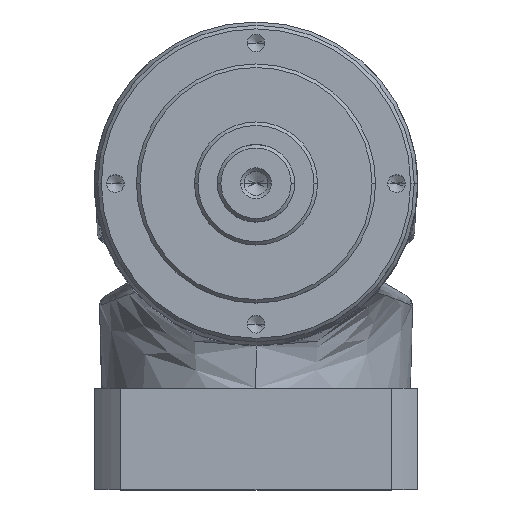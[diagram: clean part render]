
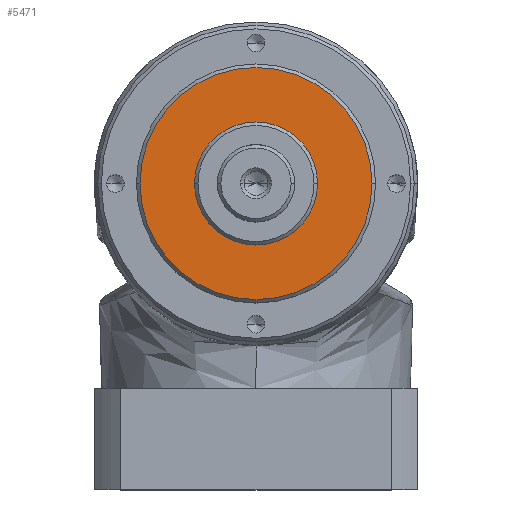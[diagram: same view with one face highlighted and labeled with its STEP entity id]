
A CAD part, top view. The second image highlights one B-rep face of the part: STEP entity #5471.
In plain terms, the highlighted planar face has unit normal (0, 0, 1).
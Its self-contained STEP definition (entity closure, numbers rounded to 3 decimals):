
#372 = EDGE_LOOP ( 'NONE', ( #6738, #7131 ) ) ;
#610 = FACE_OUTER_BOUND ( 'NONE', #4792, .T. ) ;
#757 = EDGE_CURVE ( 'NONE', #5693, #2030, #3459, .T. ) ;
#1006 = EDGE_CURVE ( 'NONE', #6576, #4558, #6976, .T. ) ;
#1188 = CARTESIAN_POINT ( 'NONE',  ( 0., 0., 107. ) ) ;
#1243 = DIRECTION ( 'NONE',  ( 0., 0., 1. ) ) ;
#1264 = DIRECTION ( 'NONE',  ( 1., 0., 0. ) ) ;
#1400 = AXIS2_PLACEMENT_3D ( 'NONE', #7123, #3265, #7759 ) ;
#1410 = CARTESIAN_POINT ( 'NONE',  ( 17.5, 0., 107. ) ) ;
#1611 = ORIENTED_EDGE ( 'NONE', *, *, #757, .T. ) ;
#2030 = VERTEX_POINT ( 'NONE', #4521 ) ;
#2092 = ORIENTED_EDGE ( 'NONE', *, *, #5812, .T. ) ;
#2219 = CIRCLE ( 'NONE', #1400, 33. ) ;
#2246 = CIRCLE ( 'NONE', #7503, 17.5 ) ;
#2599 = DIRECTION ( 'NONE',  ( 0., 0., 1. ) ) ;
#2685 = EDGE_CURVE ( 'NONE', #4558, #6576, #2246, .T. ) ;
#3247 = DIRECTION ( 'NONE',  ( 1., 0., 0. ) ) ;
#3265 = DIRECTION ( 'NONE',  ( 0., 0., 1. ) ) ;
#3382 = AXIS2_PLACEMENT_3D ( 'NONE', #5818, #7110, #3247 ) ;
#3459 = CIRCLE ( 'NONE', #4424, 33. ) ;
#3610 = DIRECTION ( 'NONE',  ( 0., 0., 1. ) ) ;
#3674 = DIRECTION ( 'NONE',  ( 1., 0., 0. ) ) ;
#3701 = CARTESIAN_POINT ( 'NONE',  ( 0., 0., 107. ) ) ;
#4424 = AXIS2_PLACEMENT_3D ( 'NONE', #3701, #3610, #3674 ) ;
#4521 = CARTESIAN_POINT ( 'NONE',  ( 33., 0., 107. ) ) ;
#4532 = PLANE ( 'NONE',  #3382 ) ;
#4558 = VERTEX_POINT ( 'NONE', #4870 ) ;
#4792 = EDGE_LOOP ( 'NONE', ( #1611, #2092 ) ) ;
#4870 = CARTESIAN_POINT ( 'NONE',  ( -17.5, 0., 107. ) ) ;
#5142 = AXIS2_PLACEMENT_3D ( 'NONE', #1188, #1243, #1264 ) ;
#5188 = FACE_BOUND ( 'NONE', #372, .T. ) ;
#5471 = ADVANCED_FACE ( 'NONE', ( #610, #5188 ), #4532, .T. ) ;
#5693 = VERTEX_POINT ( 'NONE', #6364 ) ;
#5812 = EDGE_CURVE ( 'NONE', #2030, #5693, #2219, .T. ) ;
#5818 = CARTESIAN_POINT ( 'NONE',  ( 0., 0., 107. ) ) ;
#6364 = CARTESIAN_POINT ( 'NONE',  ( -33., 0., 107. ) ) ;
#6457 = CARTESIAN_POINT ( 'NONE',  ( 0., 0., 107. ) ) ;
#6576 = VERTEX_POINT ( 'NONE', #1410 ) ;
#6738 = ORIENTED_EDGE ( 'NONE', *, *, #1006, .F. ) ;
#6976 = CIRCLE ( 'NONE', #5142, 17.5 ) ;
#7110 = DIRECTION ( 'NONE',  ( 0., 0., 1. ) ) ;
#7111 = DIRECTION ( 'NONE',  ( 1., 0., 0. ) ) ;
#7123 = CARTESIAN_POINT ( 'NONE',  ( 0., 0., 107. ) ) ;
#7131 = ORIENTED_EDGE ( 'NONE', *, *, #2685, .F. ) ;
#7503 = AXIS2_PLACEMENT_3D ( 'NONE', #6457, #2599, #7111 ) ;
#7759 = DIRECTION ( 'NONE',  ( 1., 0., 0. ) ) ;
